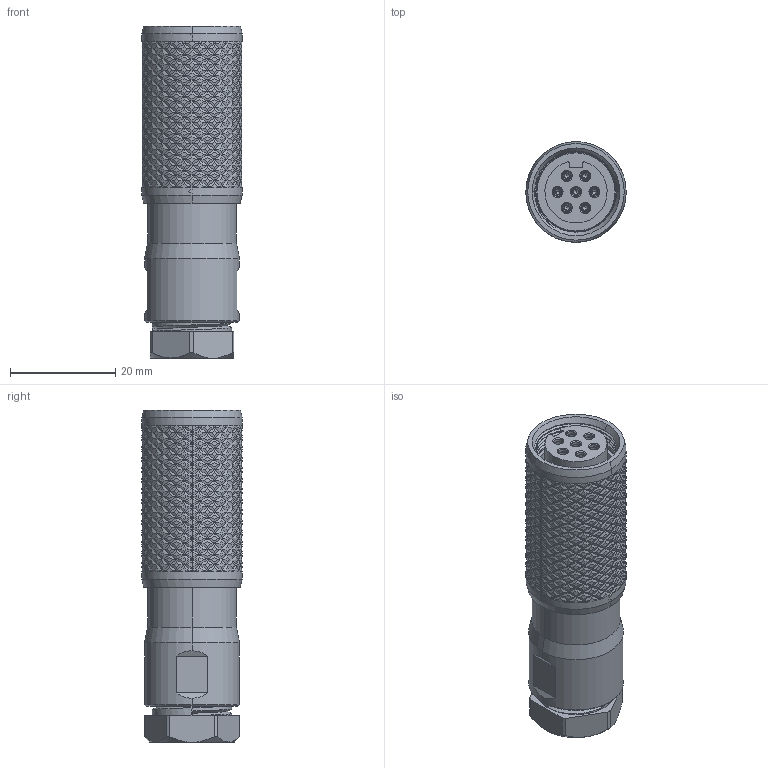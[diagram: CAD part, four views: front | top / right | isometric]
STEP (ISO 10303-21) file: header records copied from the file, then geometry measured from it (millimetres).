
FILE_DESCRIPTION((''),'2;1');
FILE_NAME('PRT0001','2022-03-03T',('RD-4'),(''),'PRO/ENGINEER BY PARAMETRIC TECHNOLOGY CORPORATION, 2010280','PRO/ENGINEER BY PARAMETRIC TECHNOLOGY CORPORATION, 2010280','');
FILE_SCHEMA(('AUTOMOTIVE_DESIGN_CC2 { 1 2 10303 214 -1 1 5 2 }'));
Products named in the file (1): PRT0001
Bounding box: 19 x 19 x 62.95 mm (x, y, z)
Surface area: 17543.3 mm2 (no closed solid volume)
Topology: 0 solids, 28 shells, 4793 faces, 10994 edges, 6238 vertices
Faces by surface type: bspline 2483, cylinder 1223, plane 727, cone 167, torus 164, sphere 24, extrusion 5
Entity records: 205607 total; most frequent: CARTESIAN_POINT 113473, ORIENTED_EDGE 21932, EDGE_CURVE 10966, DIRECTION 10570, B_SPLINE_CURVE_WITH_KNOTS 6448, VERTEX_POINT 6238, EDGE_LOOP 4996, FACE_OUTER_BOUND 4793
